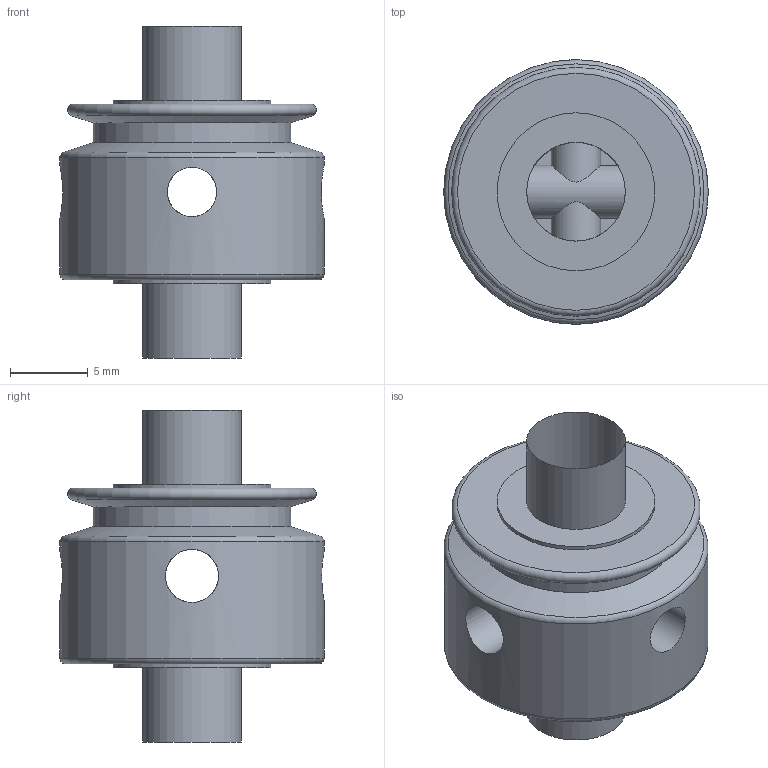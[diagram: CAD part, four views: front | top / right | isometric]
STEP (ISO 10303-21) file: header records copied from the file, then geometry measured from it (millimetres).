
FILE_DESCRIPTION(/* description */ (''),/* implementation_level */ '2;1');
FILE_NAME(/* name */ 'CutterHead_Assembly.CutterHead_FR188ZZ.Head.step',/* time_stamp */ '2020-09-18T14:06:21-07:00',/* author */ (''),/* organization */ (''),/* preprocessor_version */ 'ST-DEVELOPER v18.1',/* originating_system */ 'Autodesk Translation Framework v9.3.0.1241',/* authorisation */ '');
FILE_SCHEMA (('AUTOMOTIVE_DESIGN { 1 0 10303 214 3 1 1 }'));
Length unit declared in the file: inch
Products named in the file (1): Head
Bounding box: 16.99 x 16.99 x 21.35 mm (x, y, z)
Volume: 2422.4 mm3; surface area: 1582 mm2
Topology: 1 solids, 1 shells, 20 faces, 50 edges, 32 vertices
Faces by surface type: cylinder 9, cone 4, plane 4, torus 3
Full cylindrical faces by diameter (mm): 3.175 x2, 3.416 x1, 6.35 x2, 10.16 x2, 12.703 x1, 16.988 x1
Entity records: 852 total; most frequent: CARTESIAN_POINT 341, ORIENTED_EDGE 98, DIRECTION 95, EDGE_CURVE 49, AXIS2_PLACEMENT_3D 40, VERTEX_POINT 32, EDGE_LOOP 27, FACE_OUTER_BOUND 20
